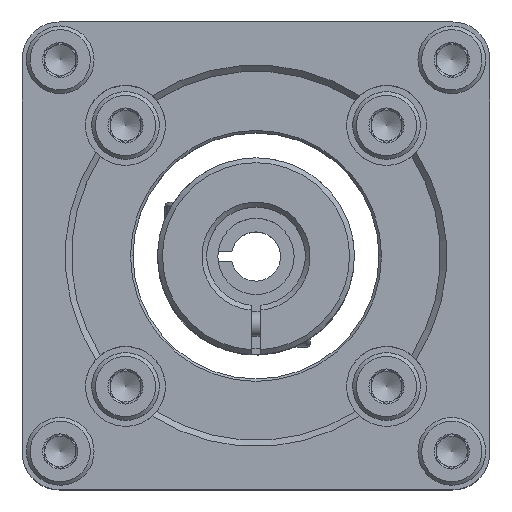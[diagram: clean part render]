
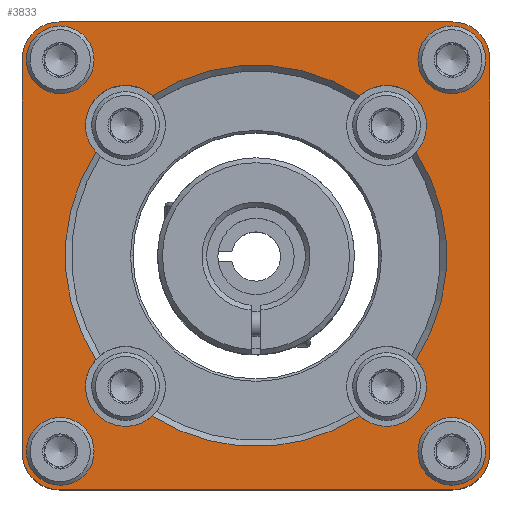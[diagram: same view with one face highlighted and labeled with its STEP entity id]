
A CAD part, top view. The second image highlights one B-rep face of the part: STEP entity #3833.
In plain terms, the highlighted planar face has unit normal (0, 0, 1).
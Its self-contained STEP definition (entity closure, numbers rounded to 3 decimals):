
#75=PLANE('',#4137);
#184=LINE('',#6083,#423);
#187=LINE('',#6090,#426);
#191=LINE('',#6099,#430);
#195=LINE('',#6108,#434);
#423=VECTOR('',#4720,1000.);
#426=VECTOR('',#4725,1000.);
#430=VECTOR('',#4731,1000.);
#434=VECTOR('',#4737,1000.);
#868=ORIENTED_EDGE('',*,*,#1880,.T.);
#869=ORIENTED_EDGE('',*,*,#1950,.T.);
#870=ORIENTED_EDGE('',*,*,#1922,.T.);
#871=ORIENTED_EDGE('',*,*,#1951,.T.);
#872=ORIENTED_EDGE('',*,*,#1888,.T.);
#873=ORIENTED_EDGE('',*,*,#1952,.T.);
#874=ORIENTED_EDGE('',*,*,#1884,.T.);
#875=ORIENTED_EDGE('',*,*,#1953,.T.);
#876=ORIENTED_EDGE('',*,*,#1954,.T.);
#877=ORIENTED_EDGE('',*,*,#1955,.T.);
#878=ORIENTED_EDGE('',*,*,#1956,.T.);
#879=ORIENTED_EDGE('',*,*,#1957,.T.);
#880=ORIENTED_EDGE('',*,*,#1958,.T.);
#881=ORIENTED_EDGE('',*,*,#1937,.T.);
#882=ORIENTED_EDGE('',*,*,#1959,.T.);
#883=ORIENTED_EDGE('',*,*,#1940,.T.);
#884=ORIENTED_EDGE('',*,*,#1960,.T.);
#885=ORIENTED_EDGE('',*,*,#1944,.T.);
#886=ORIENTED_EDGE('',*,*,#1961,.T.);
#887=ORIENTED_EDGE('',*,*,#1948,.T.);
#1880=EDGE_CURVE('',#2426,#2425,#2815,.T.);
#1884=EDGE_CURVE('',#2430,#2429,#2817,.T.);
#1888=EDGE_CURVE('',#2434,#2433,#2819,.T.);
#1922=EDGE_CURVE('',#2462,#2461,#2833,.T.);
#1937=EDGE_CURVE('',#2471,#2474,#184,.T.);
#1940=EDGE_CURVE('',#2478,#2477,#187,.T.);
#1944=EDGE_CURVE('',#2482,#2481,#191,.T.);
#1948=EDGE_CURVE('',#2486,#2485,#195,.T.);
#1950=EDGE_CURVE('',#2425,#2462,#2838,.T.);
#1951=EDGE_CURVE('',#2461,#2434,#2839,.T.);
#1952=EDGE_CURVE('',#2433,#2430,#2840,.T.);
#1953=EDGE_CURVE('',#2429,#2426,#2841,.T.);
#1954=EDGE_CURVE('',#2487,#2487,#2842,.T.);
#1955=EDGE_CURVE('',#2488,#2488,#2843,.T.);
#1956=EDGE_CURVE('',#2489,#2489,#2844,.T.);
#1957=EDGE_CURVE('',#2490,#2490,#2845,.T.);
#1958=EDGE_CURVE('',#2485,#2471,#2846,.T.);
#1959=EDGE_CURVE('',#2474,#2478,#2847,.T.);
#1960=EDGE_CURVE('',#2477,#2482,#2848,.T.);
#1961=EDGE_CURVE('',#2481,#2486,#2849,.T.);
#2425=VERTEX_POINT('',#5915);
#2426=VERTEX_POINT('',#5917);
#2429=VERTEX_POINT('',#5930);
#2430=VERTEX_POINT('',#5932);
#2433=VERTEX_POINT('',#5945);
#2434=VERTEX_POINT('',#5947);
#2461=VERTEX_POINT('',#6041);
#2462=VERTEX_POINT('',#6043);
#2471=VERTEX_POINT('',#6077);
#2474=VERTEX_POINT('',#6082);
#2477=VERTEX_POINT('',#6089);
#2478=VERTEX_POINT('',#6091);
#2481=VERTEX_POINT('',#6098);
#2482=VERTEX_POINT('',#6100);
#2485=VERTEX_POINT('',#6107);
#2486=VERTEX_POINT('',#6109);
#2487=VERTEX_POINT('',#6117);
#2488=VERTEX_POINT('',#6119);
#2489=VERTEX_POINT('',#6121);
#2490=VERTEX_POINT('',#6123);
#2815=CIRCLE('',#4095,15.5);
#2817=CIRCLE('',#4098,15.5);
#2819=CIRCLE('',#4101,15.5);
#2833=CIRCLE('',#4125,15.5);
#2838=CIRCLE('',#4138,3.25);
#2839=CIRCLE('',#4139,3.25);
#2840=CIRCLE('',#4140,3.25);
#2841=CIRCLE('',#4141,3.25);
#2842=CIRCLE('',#4142,1.5);
#2843=CIRCLE('',#4143,1.5);
#2844=CIRCLE('',#4144,1.5);
#2845=CIRCLE('',#4145,1.5);
#2846=CIRCLE('',#4146,3.);
#2847=CIRCLE('',#4147,3.);
#2848=CIRCLE('',#4148,3.);
#2849=CIRCLE('',#4149,3.);
#3105=EDGE_LOOP('',(#868,#869,#870,#871,#872,#873,#874,#875));
#3106=EDGE_LOOP('',(#876));
#3107=EDGE_LOOP('',(#877));
#3108=EDGE_LOOP('',(#878));
#3109=EDGE_LOOP('',(#879));
#3110=EDGE_LOOP('',(#880,#881,#882,#883,#884,#885,#886,#887));
#3448=FACE_BOUND('',#3105,.T.);
#3449=FACE_BOUND('',#3106,.T.);
#3450=FACE_BOUND('',#3107,.T.);
#3451=FACE_BOUND('',#3108,.T.);
#3452=FACE_BOUND('',#3109,.T.);
#3453=FACE_BOUND('',#3110,.T.);
#3833=ADVANCED_FACE('',(#3448,#3449,#3450,#3451,#3452,#3453),#75,.T.);
#4095=AXIS2_PLACEMENT_3D('',#5916,#4623,#4624);
#4098=AXIS2_PLACEMENT_3D('',#5931,#4629,#4630);
#4101=AXIS2_PLACEMENT_3D('',#5946,#4635,#4636);
#4125=AXIS2_PLACEMENT_3D('',#6042,#4695,#4696);
#4137=AXIS2_PLACEMENT_3D('',#6111,#4739,#4740);
#4138=AXIS2_PLACEMENT_3D('',#6112,#4741,#4742);
#4139=AXIS2_PLACEMENT_3D('',#6113,#4743,#4744);
#4140=AXIS2_PLACEMENT_3D('',#6114,#4745,#4746);
#4141=AXIS2_PLACEMENT_3D('',#6115,#4747,#4748);
#4142=AXIS2_PLACEMENT_3D('',#6116,#4749,#4750);
#4143=AXIS2_PLACEMENT_3D('',#6118,#4751,#4752);
#4144=AXIS2_PLACEMENT_3D('',#6120,#4753,#4754);
#4145=AXIS2_PLACEMENT_3D('',#6122,#4755,#4756);
#4146=AXIS2_PLACEMENT_3D('',#6124,#4757,#4758);
#4147=AXIS2_PLACEMENT_3D('',#6125,#4759,#4760);
#4148=AXIS2_PLACEMENT_3D('',#6126,#4761,#4762);
#4149=AXIS2_PLACEMENT_3D('',#6127,#4763,#4764);
#4623=DIRECTION('',(0.,0.,-1.));
#4624=DIRECTION('',(-1.,0.,0.));
#4629=DIRECTION('',(0.,0.,-1.));
#4630=DIRECTION('',(-1.,0.,0.));
#4635=DIRECTION('',(0.,0.,-1.));
#4636=DIRECTION('',(-1.,0.,0.));
#4695=DIRECTION('',(0.,0.,-1.));
#4696=DIRECTION('',(-1.,0.,0.));
#4720=DIRECTION('',(0.,-1.,0.));
#4725=DIRECTION('',(1.,0.,0.));
#4731=DIRECTION('',(0.,1.,0.));
#4737=DIRECTION('',(-1.,0.,0.));
#4739=DIRECTION('',(0.,0.,1.));
#4740=DIRECTION('',(1.,0.,0.));
#4741=DIRECTION('',(0.,0.,-1.));
#4742=DIRECTION('',(-1.,0.,0.));
#4743=DIRECTION('',(0.,0.,-1.));
#4744=DIRECTION('',(-1.,0.,0.));
#4745=DIRECTION('',(0.,0.,-1.));
#4746=DIRECTION('',(-1.,0.,0.));
#4747=DIRECTION('',(0.,0.,-1.));
#4748=DIRECTION('',(-1.,0.,0.));
#4749=DIRECTION('',(0.,0.,-1.));
#4750=DIRECTION('',(-1.,0.,0.));
#4751=DIRECTION('',(0.,0.,-1.));
#4752=DIRECTION('',(-1.,0.,0.));
#4753=DIRECTION('',(0.,0.,-1.));
#4754=DIRECTION('',(-1.,0.,0.));
#4755=DIRECTION('',(0.,0.,-1.));
#4756=DIRECTION('',(-1.,0.,0.));
#4757=DIRECTION('',(0.,0.,1.));
#4758=DIRECTION('',(1.,0.,0.));
#4759=DIRECTION('',(0.,0.,1.));
#4760=DIRECTION('',(1.,0.,0.));
#4761=DIRECTION('',(0.,0.,1.));
#4762=DIRECTION('',(1.,0.,0.));
#4763=DIRECTION('',(0.,0.,1.));
#4764=DIRECTION('',(1.,0.,0.));
#5915=CARTESIAN_POINT('',(-13.013,8.422,17.5));
#5916=CARTESIAN_POINT('',(0.,0.,17.5));
#5917=CARTESIAN_POINT('',(-13.013,-8.422,17.5));
#5930=CARTESIAN_POINT('',(-8.422,-13.013,17.5));
#5931=CARTESIAN_POINT('',(0.,0.,17.5));
#5932=CARTESIAN_POINT('',(8.422,-13.013,17.5));
#5945=CARTESIAN_POINT('',(13.013,-8.422,17.5));
#5946=CARTESIAN_POINT('',(0.,0.,17.5));
#5947=CARTESIAN_POINT('',(13.013,8.422,17.5));
#6041=CARTESIAN_POINT('',(8.422,13.013,17.5));
#6042=CARTESIAN_POINT('',(0.,0.,17.5));
#6043=CARTESIAN_POINT('',(-8.422,13.013,17.5));
#6077=CARTESIAN_POINT('',(-19.,16.,17.5));
#6082=CARTESIAN_POINT('',(-19.,-16.,17.5));
#6083=CARTESIAN_POINT('',(-19.,19.,17.5));
#6089=CARTESIAN_POINT('',(16.,-19.,17.5));
#6090=CARTESIAN_POINT('',(-19.,-19.,17.5));
#6091=CARTESIAN_POINT('',(-16.,-19.,17.5));
#6098=CARTESIAN_POINT('',(19.,16.,17.5));
#6099=CARTESIAN_POINT('',(19.,-19.,17.5));
#6100=CARTESIAN_POINT('',(19.,-16.,17.5));
#6107=CARTESIAN_POINT('',(-16.,19.,17.5));
#6108=CARTESIAN_POINT('',(19.,19.,17.5));
#6109=CARTESIAN_POINT('',(16.,19.,17.5));
#6111=CARTESIAN_POINT('',(0.,0.,17.5));
#6112=CARTESIAN_POINT('',(-10.607,10.607,17.5));
#6113=CARTESIAN_POINT('',(10.607,10.607,17.5));
#6114=CARTESIAN_POINT('',(10.607,-10.607,17.5));
#6115=CARTESIAN_POINT('',(-10.607,-10.607,17.5));
#6116=CARTESIAN_POINT('',(-15.91,15.91,17.5));
#6117=CARTESIAN_POINT('',(-17.41,15.91,17.5));
#6118=CARTESIAN_POINT('',(-15.91,-15.91,17.5));
#6119=CARTESIAN_POINT('',(-17.41,-15.91,17.5));
#6120=CARTESIAN_POINT('',(15.91,-15.91,17.5));
#6121=CARTESIAN_POINT('',(14.41,-15.91,17.5));
#6122=CARTESIAN_POINT('',(15.91,15.91,17.5));
#6123=CARTESIAN_POINT('',(14.41,15.91,17.5));
#6124=CARTESIAN_POINT('',(-16.,16.,17.5));
#6125=CARTESIAN_POINT('',(-16.,-16.,17.5));
#6126=CARTESIAN_POINT('',(16.,-16.,17.5));
#6127=CARTESIAN_POINT('',(16.,16.,17.5));
